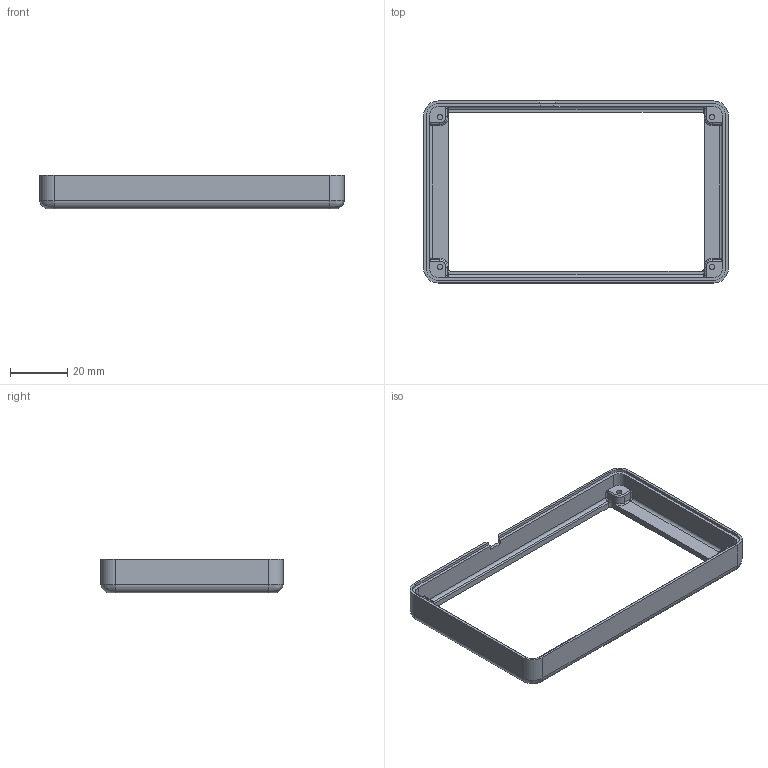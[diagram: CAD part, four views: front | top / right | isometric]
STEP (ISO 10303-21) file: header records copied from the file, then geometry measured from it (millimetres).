
FILE_DESCRIPTION(/* description */ (''),/* implementation_level */ '2;1');
FILE_NAME(/* name */ 'Enclosure Self Tapping Front.step',/* time_stamp */ '2024-04-18T10:19:03+02:00',/* author */ (''),/* organization */ (''),/* preprocessor_version */ 'ST-DEVELOPER v20',/* originating_system */ 'Autodesk Translation Framework v12.20.1.177',/* authorisation */ '');
FILE_SCHEMA (('AUTOMOTIVE_DESIGN { 1 0 10303 214 3 1 1 }'));
Length unit declared in the file: millimetre
Products named in the file (1): Enclosure Self Tapping
Bounding box: 105.97 x 63.36 x 11.81 mm (x, y, z)
Volume: 9382.4 mm3; surface area: 10590.8 mm2
Topology: 1 solids, 1 shells, 130 faces, 325 edges, 200 vertices
Faces by surface type: cylinder 56, plane 46, torus 16, bspline 12
Full cylindrical faces by diameter (mm): 1.9 x4
Entity records: 4066 total; most frequent: CARTESIAN_POINT 924, DIRECTION 671, ORIENTED_EDGE 650, EDGE_CURVE 325, AXIS2_PLACEMENT_3D 251, VERTEX_POINT 200, LINE 169, VECTOR 169
